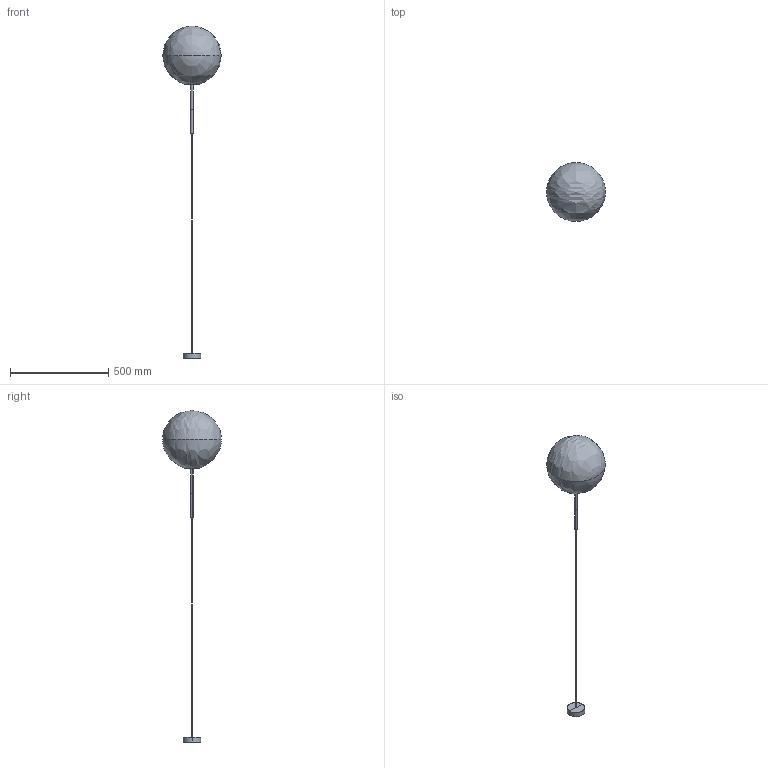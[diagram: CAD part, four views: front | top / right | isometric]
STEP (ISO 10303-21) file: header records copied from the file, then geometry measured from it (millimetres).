
FILE_DESCRIPTION(/* description */ (''),/* implementation_level */ '2;1');
FILE_NAME(/* name */ '1744.70_JUGEN',/* time_stamp */ '2023-01-16T18:46:41+01:00',/* author */ (''),/* organization */ (''),/* preprocessor_version */ 'ST-DEVELOPER v16.5',/* originating_system */ 'Rhino 7.15',/* authorisation */ '');
FILE_SCHEMA (('CONFIG_CONTROL_DESIGN'));
Length unit declared in the file: millimetre
Products named in the file (1): Document
Bounding box: 299.44 x 300 x 1691.48 mm (x, y, z)
Volume: 7892 mm3; surface area: 318636.5 mm2
Topology: 1 solids, 6 shells, 17 faces, 43 edges, 28 vertices
Faces by surface type: cylinder 8, bspline 7, plane 2
Entity records: 715 total; most frequent: CARTESIAN_POINT 396, ORIENTED_EDGE 56, EDGE_CURVE 34, VERTEX_POINT 23, EDGE_LOOP 18, DIRECTION 18, ADVANCED_FACE 17, FACE_OUTER_BOUND 17
